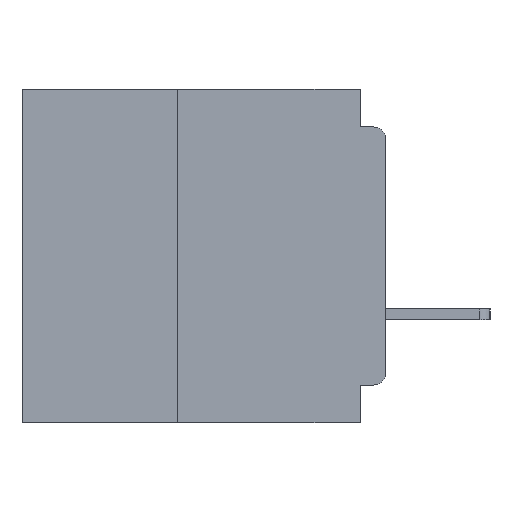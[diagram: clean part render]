
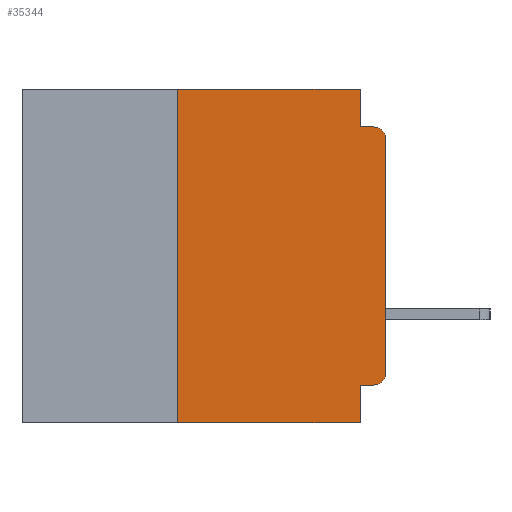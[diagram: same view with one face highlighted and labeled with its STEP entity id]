
A CAD part, left-side view. The second image highlights one B-rep face of the part: STEP entity #35344.
In plain terms, the highlighted planar face has unit normal (-1, 0, 0).
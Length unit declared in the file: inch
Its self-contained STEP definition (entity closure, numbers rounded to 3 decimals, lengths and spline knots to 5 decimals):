
#705 = DIRECTION ( 'NONE',  ( 0., -1., 0. ) ) ;
#3882 = CARTESIAN_POINT ( 'NONE',  ( 0., 0.437, 0. ) ) ;
#4327 = CIRCLE ( 'NONE', #23693, 0.015 ) ;
#5193 = CARTESIAN_POINT ( 'NONE',  ( 0., 0., -0.34 ) ) ;
#5569 = EDGE_CURVE ( 'NONE', #25648, #40845, #40164, .T. ) ;
#6349 = VECTOR ( 'NONE', #17662, 39.37008 ) ;
#6481 = ORIENTED_EDGE ( 'NONE', *, *, #36392, .T. ) ;
#7265 = CARTESIAN_POINT ( 'NONE',  ( 0., 0.25, -0.4 ) ) ;
#7618 = CARTESIAN_POINT ( 'NONE',  ( 0., 0., 0. ) ) ;
#7958 = CARTESIAN_POINT ( 'NONE',  ( 0., 0., -0.045 ) ) ;
#7976 = AXIS2_PLACEMENT_3D ( 'NONE', #3882, #52298, #26074 ) ;
#8887 = LINE ( 'NONE', #7958, #52875 ) ;
#9690 = DIRECTION ( 'NONE',  ( 0., 1., 0. ) ) ;
#14226 = CARTESIAN_POINT ( 'NONE',  ( 0., 0.031, -0.4 ) ) ;
#14532 = CARTESIAN_POINT ( 'NONE',  ( 0., 0.25, 0. ) ) ;
#16275 = AXIS2_PLACEMENT_3D ( 'NONE', #21321, #52013, #25794 ) ;
#16324 = VERTEX_POINT ( 'NONE', #39128 ) ;
#16944 = EDGE_CURVE ( 'NONE', #56477, #25496, #29178, .T. ) ;
#17107 = EDGE_CURVE ( 'NONE', #17405, #40845, #32594, .T. ) ;
#17183 = ORIENTED_EDGE ( 'NONE', *, *, #28411, .F. ) ;
#17405 = VERTEX_POINT ( 'NONE', #7265 ) ;
#17662 = DIRECTION ( 'NONE',  ( 0., 0., -1. ) ) ;
#18017 = DIRECTION ( 'NONE',  ( 0., -1., 0. ) ) ;
#18176 = ORIENTED_EDGE ( 'NONE', *, *, #40678, .T. ) ;
#18195 = CARTESIAN_POINT ( 'NONE',  ( 0., 0.437, 0. ) ) ;
#21199 = FACE_OUTER_BOUND ( 'NONE', #22317, .T. ) ;
#21321 = CARTESIAN_POINT ( 'NONE',  ( 0., 0.015, -0.34 ) ) ;
#21563 = EDGE_CURVE ( 'NONE', #30760, #33722, #8887, .T. ) ;
#21759 = DIRECTION ( 'NONE',  ( -1., 0., 0. ) ) ;
#22317 = EDGE_LOOP ( 'NONE', ( #6481, #18176, #53218, #34767, #36126, #17183, #30314, #44608, #52904, #24095 ) ) ;
#22547 = LINE ( 'NONE', #7618, #45915 ) ;
#23644 = VECTOR ( 'NONE', #9690, 39.37008 ) ;
#23693 = AXIS2_PLACEMENT_3D ( 'NONE', #48082, #21759, #52441 ) ;
#24095 = ORIENTED_EDGE ( 'NONE', *, *, #16944, .T. ) ;
#24559 = CARTESIAN_POINT ( 'NONE',  ( 0., 0.25, -0.4 ) ) ;
#24812 = EDGE_CURVE ( 'NONE', #56477, #25648, #35342, .T. ) ;
#25496 = VERTEX_POINT ( 'NONE', #5193 ) ;
#25648 = VERTEX_POINT ( 'NONE', #33681 ) ;
#25794 = DIRECTION ( 'NONE',  ( 0., 0., -1. ) ) ;
#26074 = DIRECTION ( 'NONE',  ( 0., 0., -1. ) ) ;
#26442 = EDGE_CURVE ( 'NONE', #36717, #16324, #42001, .T. ) ;
#27107 = VERTEX_POINT ( 'NONE', #50005 ) ;
#28411 = EDGE_CURVE ( 'NONE', #17405, #36717, #35574, .T. ) ;
#29178 = CIRCLE ( 'NONE', #16275, 0.015 ) ;
#29879 = DIRECTION ( 'NONE',  ( 0., 0., -1. ) ) ;
#29945 = DIRECTION ( 'NONE',  ( 0., -1., 0. ) ) ;
#30033 = VECTOR ( 'NONE', #29879, 39.37008 ) ;
#30314 = ORIENTED_EDGE ( 'NONE', *, *, #17107, .T. ) ;
#30339 = VECTOR ( 'NONE', #705, 39.37008 ) ;
#30760 = VERTEX_POINT ( 'NONE', #55143 ) ;
#30892 = EDGE_CURVE ( 'NONE', #16324, #30760, #43110, .T. ) ;
#32594 = LINE ( 'NONE', #39994, #55890 ) ;
#33681 = CARTESIAN_POINT ( 'NONE',  ( 0., 0.031, -0.355 ) ) ;
#33722 = VERTEX_POINT ( 'NONE', #53750 ) ;
#34186 = VECTOR ( 'NONE', #50798, 39.37008 ) ;
#34767 = ORIENTED_EDGE ( 'NONE', *, *, #30892, .F. ) ;
#35342 = LINE ( 'NONE', #53491, #23644 ) ;
#35344 = ADVANCED_FACE ( 'NONE', ( #21199 ), #47941, .F. ) ;
#35574 = LINE ( 'NONE', #24559, #34186 ) ;
#36126 = ORIENTED_EDGE ( 'NONE', *, *, #26442, .F. ) ;
#36392 = EDGE_CURVE ( 'NONE', #25496, #27107, #22547, .T. ) ;
#36717 = VERTEX_POINT ( 'NONE', #14532 ) ;
#39128 = CARTESIAN_POINT ( 'NONE',  ( 0., 0.031, 0. ) ) ;
#39643 = CARTESIAN_POINT ( 'NONE',  ( 0., 0.031, -0.4 ) ) ;
#39994 = CARTESIAN_POINT ( 'NONE',  ( 0., 0.437, -0.4 ) ) ;
#40164 = LINE ( 'NONE', #39643, #6349 ) ;
#40678 = EDGE_CURVE ( 'NONE', #27107, #33722, #4327, .T. ) ;
#40845 = VERTEX_POINT ( 'NONE', #14226 ) ;
#42001 = LINE ( 'NONE', #18195, #30339 ) ;
#43110 = LINE ( 'NONE', #56090, #30033 ) ;
#44608 = ORIENTED_EDGE ( 'NONE', *, *, #5569, .F. ) ;
#45915 = VECTOR ( 'NONE', #47255, 39.37008 ) ;
#45983 = CARTESIAN_POINT ( 'NONE',  ( 0., 0.015, -0.355 ) ) ;
#47255 = DIRECTION ( 'NONE',  ( 0., 0., 1. ) ) ;
#47941 = PLANE ( 'NONE',  #7976 ) ;
#48082 = CARTESIAN_POINT ( 'NONE',  ( 0., 0.015, -0.06 ) ) ;
#50005 = CARTESIAN_POINT ( 'NONE',  ( 0., 0., -0.06 ) ) ;
#50798 = DIRECTION ( 'NONE',  ( 0., 0., 1. ) ) ;
#52013 = DIRECTION ( 'NONE',  ( -1., 0., 0. ) ) ;
#52298 = DIRECTION ( 'NONE',  ( 1., 0., 0. ) ) ;
#52441 = DIRECTION ( 'NONE',  ( 0., 0., -1. ) ) ;
#52875 = VECTOR ( 'NONE', #29945, 39.37008 ) ;
#52904 = ORIENTED_EDGE ( 'NONE', *, *, #24812, .F. ) ;
#53218 = ORIENTED_EDGE ( 'NONE', *, *, #21563, .F. ) ;
#53491 = CARTESIAN_POINT ( 'NONE',  ( 0., 0., -0.355 ) ) ;
#53750 = CARTESIAN_POINT ( 'NONE',  ( 0., 0.015, -0.045 ) ) ;
#55143 = CARTESIAN_POINT ( 'NONE',  ( 0., 0.031, -0.045 ) ) ;
#55890 = VECTOR ( 'NONE', #18017, 39.37008 ) ;
#56090 = CARTESIAN_POINT ( 'NONE',  ( 0., 0.031, 0. ) ) ;
#56477 = VERTEX_POINT ( 'NONE', #45983 ) ;
